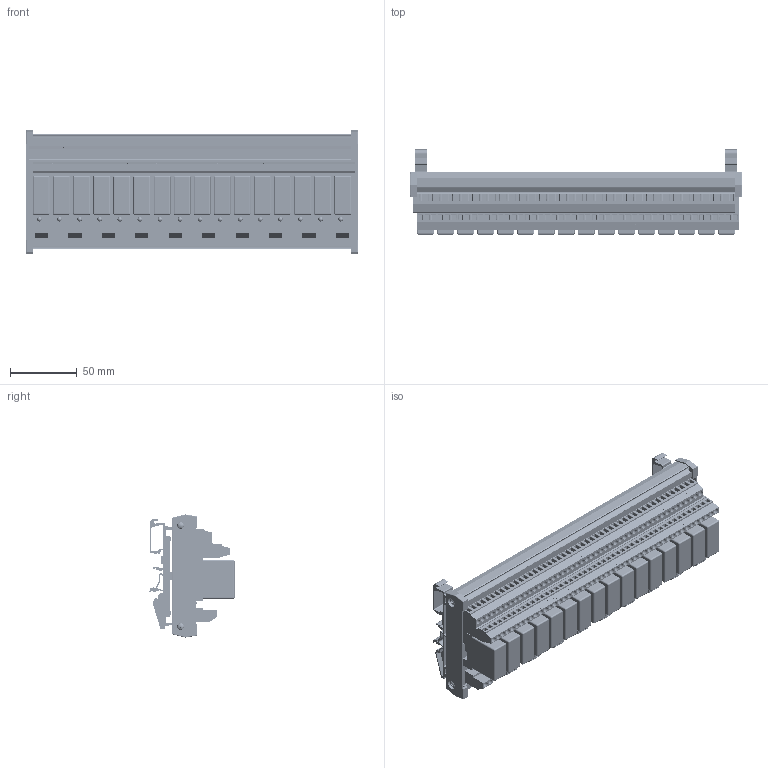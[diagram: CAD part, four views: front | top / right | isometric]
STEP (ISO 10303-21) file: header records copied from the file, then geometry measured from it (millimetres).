
FILE_DESCRIPTION((''),'2;1');
FILE_NAME('Bussed_16_Channel.stp','2015-07-13T10:02:26',('CAD Station'),(''),'Autodesk Inventor 2013','Autodesk Inventor 2013','');
FILE_SCHEMA(('CONFIG_CONTROL_DESIGN'));
Length unit declared in the file: millimetre
Products named in the file (12): Bussed_16_Channel; RC1 16 channel; 2 hole green; 248; BASE SIDE; BASE LEGS; MVD-253; GD50; White light; BS EN ISO 7045 Z - Metric M2.5 x 10 - 4.8 - Z; Relay_Bussed; CNONCLabel
Assembly tree (88 placements, depth 2):
  Bussed_16_Channel
    RC1 16 channel
    2 hole green  x10
    248
    BASE SIDE  x2
    BASE LEGS  x2
    MVD-253  x16
    GD50  x16
    White light  x16
    BS EN ISO 7045 Z - Metric M2.5 x 10 - 4.8 - Z  x4
    Relay_Bussed  x16
    CNONCLabel  x4
Bounding box: 248 x 63.69 x 91.98 mm (x, y, z)
Volume: 397007.5 mm3; surface area: 294834.6 mm2
Topology: 88 solids, 88 shells, 6889 faces, 17771 edges, 11622 vertices
Faces by surface type: plane 3964, bspline 1472, cylinder 1141, sphere 212, cone 64, torus 36
Full cylindrical faces by diameter (mm): 1.5 x128, 2.256 x4, 2.5 x100, 3.2 x4, 3.3 x16, 3.5 x16, 3.75 x20, 4 x96, 5 x16, 7 x4, 9 x4
Entity records: 45561 total; most frequent: CARTESIAN_POINT 12458, ORIENTED_EDGE 7158, DIRECTION 5377, EDGE_CURVE 3579, VECTOR 2395, LINE 2395, VERTEX_POINT 2392, EDGE_LOOP 1505
